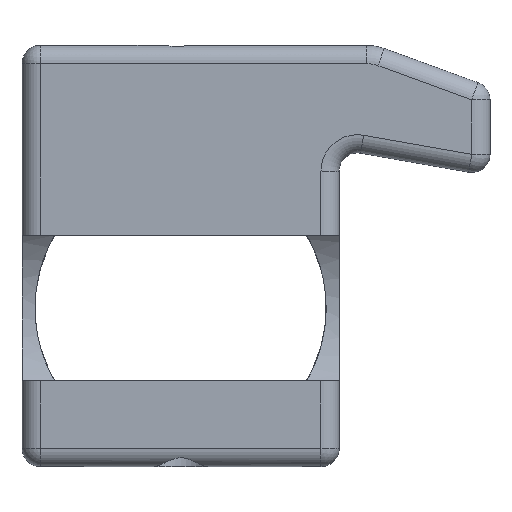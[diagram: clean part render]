
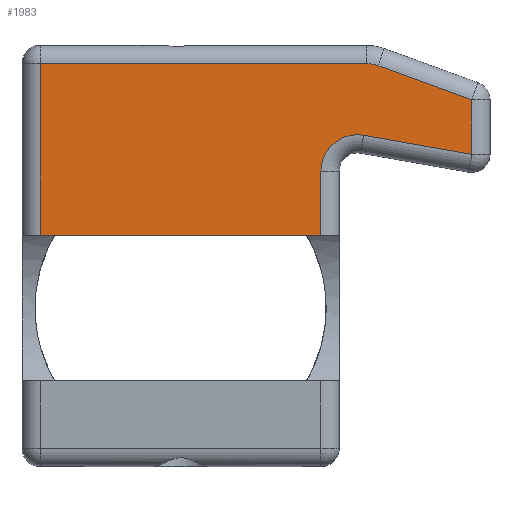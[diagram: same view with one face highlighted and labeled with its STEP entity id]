
A CAD part, left-side view. The second image highlights one B-rep face of the part: STEP entity #1983.
In plain terms, the highlighted planar face has unit normal (-1, 0, 0).
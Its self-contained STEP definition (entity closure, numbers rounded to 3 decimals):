
#95=PLANE('',#2241);
#221=FACE_OUTER_BOUND('',#343,.T.);
#343=EDGE_LOOP('',(#1823,#1824,#1825,#1826,#1827,#1828,#1829,#1830,#1831));
#365=LINE('',#3019,#509);
#368=LINE('',#3028,#512);
#396=LINE('',#3191,#540);
#409=LINE('',#3263,#553);
#414=LINE('',#3285,#558);
#422=LINE('',#3312,#566);
#488=LINE('',#3741,#632);
#509=VECTOR('',#2331,10.);
#512=VECTOR('',#2340,10.);
#540=VECTOR('',#2486,10.);
#553=VECTOR('',#2523,10.);
#558=VECTOR('',#2534,10.);
#566=VECTOR('',#2548,10.);
#632=VECTOR('',#2854,10.);
#660=CIRCLE('',#2047,3.5);
#688=CIRCLE('',#2095,3.25);
#799=VERTEX_POINT('',#3014);
#800=VERTEX_POINT('',#3018);
#803=VERTEX_POINT('',#3026);
#806=VERTEX_POINT('',#3038);
#841=VERTEX_POINT('',#3182);
#842=VERTEX_POINT('',#3183);
#855=VERTEX_POINT('',#3243);
#863=VERTEX_POINT('',#3283);
#868=VERTEX_POINT('',#3308);
#996=EDGE_CURVE('',#799,#800,#365,.T.);
#1001=EDGE_CURVE('',#803,#799,#368,.T.);
#1008=EDGE_CURVE('',#800,#806,#660,.T.);
#1063=EDGE_CURVE('',#841,#842,#688,.T.);
#1067=EDGE_CURVE('',#842,#803,#396,.T.);
#1090=EDGE_CURVE('',#855,#841,#409,.T.);
#1097=EDGE_CURVE('',#863,#855,#414,.T.);
#1107=EDGE_CURVE('',#806,#868,#422,.T.);
#1245=EDGE_CURVE('',#863,#868,#488,.T.);
#1823=ORIENTED_EDGE('',*,*,#1097,.F.);
#1824=ORIENTED_EDGE('',*,*,#1245,.T.);
#1825=ORIENTED_EDGE('',*,*,#1107,.F.);
#1826=ORIENTED_EDGE('',*,*,#1008,.F.);
#1827=ORIENTED_EDGE('',*,*,#996,.F.);
#1828=ORIENTED_EDGE('',*,*,#1001,.F.);
#1829=ORIENTED_EDGE('',*,*,#1067,.F.);
#1830=ORIENTED_EDGE('',*,*,#1063,.F.);
#1831=ORIENTED_EDGE('',*,*,#1090,.F.);
#1983=ADVANCED_FACE('',(#221),#95,.T.);
#2047=AXIS2_PLACEMENT_3D('',#3041,#2356,#2357);
#2095=AXIS2_PLACEMENT_3D('',#3184,#2476,#2477);
#2241=AXIS2_PLACEMENT_3D('',#3745,#2861,#2862);
#2331=DIRECTION('',(0.,0.985,0.174));
#2340=DIRECTION('',(0.,0.,-1.));
#2356=DIRECTION('center_axis',(-1.,0.,0.));
#2357=DIRECTION('ref_axis',(0.,0.643,0.766));
#2476=DIRECTION('center_axis',(1.,0.,0.));
#2477=DIRECTION('ref_axis',(0.,-0.174,0.985));
#2486=DIRECTION('',(0.,-0.94,-0.342));
#2523=DIRECTION('',(0.,-1.,0.));
#2534=DIRECTION('',(0.,0.,1.));
#2548=DIRECTION('',(0.,0.,-1.));
#2854=DIRECTION('',(0.,-1.,0.));
#2861=DIRECTION('center_axis',(-1.,0.,0.));
#2862=DIRECTION('ref_axis',(0.,0.,1.));
#3014=CARTESIAN_POINT('',(-15.25,-12.75,14.779));
#3018=CARTESIAN_POINT('',(-15.25,-2.358,16.611));
#3019=CARTESIAN_POINT('',(-15.25,-10.162,15.235));
#3026=CARTESIAN_POINT('',(-15.25,-12.75,20.021));
#3028=CARTESIAN_POINT('',(-15.25,-12.75,2.998));
#3038=CARTESIAN_POINT('',(-15.25,1.75,13.164));
#3041=CARTESIAN_POINT('Origin',(-15.25,-1.75,13.164));
#3182=CARTESIAN_POINT('',(-15.25,-2.618,23.5));
#3183=CARTESIAN_POINT('',(-15.25,-3.73,23.304));
#3184=CARTESIAN_POINT('Origin',(-15.25,-2.618,20.25));
#3191=CARTESIAN_POINT('',(-15.25,-7.864,21.799));
#3243=CARTESIAN_POINT('',(-15.25,28.75,23.5));
#3263=CARTESIAN_POINT('',(-15.25,15.25,23.5));
#3283=CARTESIAN_POINT('',(-15.25,28.75,7.));
#3285=CARTESIAN_POINT('',(-15.25,28.75,-7.625));
#3308=CARTESIAN_POINT('',(-15.25,1.75,7.));
#3312=CARTESIAN_POINT('',(-15.25,1.75,-7.625));
#3741=CARTESIAN_POINT('',(-15.25,15.25,7.));
#3745=CARTESIAN_POINT('Origin',(-15.25,0.,-15.25));
